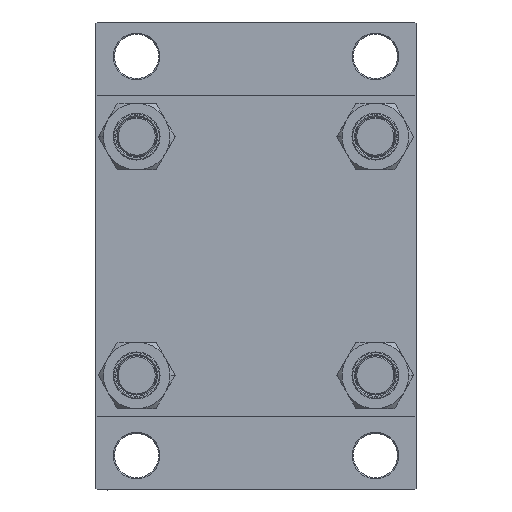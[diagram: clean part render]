
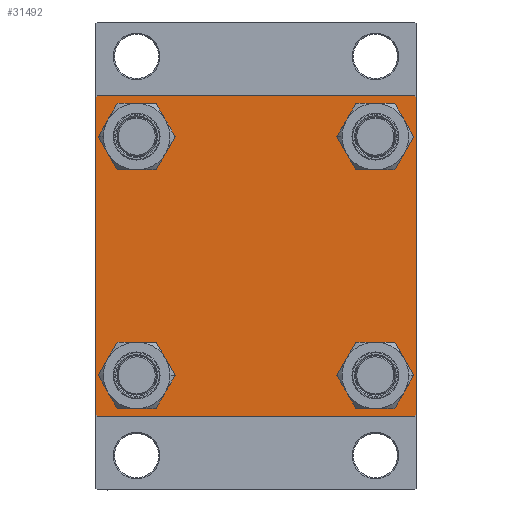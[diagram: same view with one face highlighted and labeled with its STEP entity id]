
A CAD part, left-side view. The second image highlights one B-rep face of the part: STEP entity #31492.
In plain terms, the highlighted planar face has unit normal (-1, 0, 0).
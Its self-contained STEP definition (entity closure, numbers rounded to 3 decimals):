
#1447 = CARTESIAN_POINT ( 'NONE',  ( 0., 48.45, 48.45 ) ) ;
#1689 = CARTESIAN_POINT ( 'NONE',  ( 0., 48.45, 39.95 ) ) ;
#1920 = ORIENTED_EDGE ( 'NONE', *, *, #33984, .T. ) ;
#2056 = DIRECTION ( 'NONE',  ( 1., 0., 0. ) ) ;
#2181 = DIRECTION ( 'NONE',  ( 1., 0., 0. ) ) ;
#2481 = AXIS2_PLACEMENT_3D ( 'NONE', #1447, #2181, #46120 ) ;
#2486 = AXIS2_PLACEMENT_3D ( 'NONE', #8415, #20401, #24258 ) ;
#2621 = VERTEX_POINT ( 'NONE', #13274 ) ;
#3678 = DIRECTION ( 'NONE',  ( 0., -0.707, 0.707 ) ) ;
#4030 = CIRCLE ( 'NONE', #40236, 8.5 ) ;
#4175 = CARTESIAN_POINT ( 'NONE',  ( 0., -48.45, -56.95 ) ) ;
#5022 = LINE ( 'NONE', #19744, #32273 ) ;
#5082 = CARTESIAN_POINT ( 'NONE',  ( 0., 65., -64.5 ) ) ;
#5578 = VERTEX_POINT ( 'NONE', #38231 ) ;
#5884 = EDGE_LOOP ( 'NONE', ( #1920, #20737 ) ) ;
#6280 = EDGE_CURVE ( 'NONE', #2621, #32803, #38671, .T. ) ;
#6383 = CARTESIAN_POINT ( 'NONE',  ( 0., 48.45, -48.45 ) ) ;
#6751 = DIRECTION ( 'NONE',  ( 0., 0., 1. ) ) ;
#7808 = DIRECTION ( 'NONE',  ( 1., 0., 0. ) ) ;
#8415 = CARTESIAN_POINT ( 'NONE',  ( 0., -48.45, 48.45 ) ) ;
#9124 = EDGE_LOOP ( 'NONE', ( #26161, #41494 ) ) ;
#9464 = CIRCLE ( 'NONE', #38715, 8.5 ) ;
#10023 = DIRECTION ( 'NONE',  ( 0., 0., 1. ) ) ;
#10159 = VERTEX_POINT ( 'NONE', #5082 ) ;
#10161 = EDGE_CURVE ( 'NONE', #36286, #11306, #21833, .T. ) ;
#10246 = CIRCLE ( 'NONE', #31809, 8.5 ) ;
#11306 = VERTEX_POINT ( 'NONE', #1689 ) ;
#11432 = CIRCLE ( 'NONE', #43039, 8.5 ) ;
#11533 = EDGE_LOOP ( 'NONE', ( #43496, #35983, #22655, #23239, #33146, #15322, #19793, #28213 ) ) ;
#11738 = DIRECTION ( 'NONE',  ( 1., 0., 0. ) ) ;
#12275 = VERTEX_POINT ( 'NONE', #23908 ) ;
#12721 = CIRCLE ( 'NONE', #16579, 8.5 ) ;
#12768 = EDGE_CURVE ( 'NONE', #41786, #10159, #42079, .T. ) ;
#12907 = VERTEX_POINT ( 'NONE', #22245 ) ;
#13045 = FACE_BOUND ( 'NONE', #23923, .T. ) ;
#13274 = CARTESIAN_POINT ( 'NONE',  ( 0., -48.45, 39.95 ) ) ;
#13276 = DIRECTION ( 'NONE',  ( 0., 0., 1. ) ) ;
#13852 = EDGE_CURVE ( 'NONE', #46810, #43041, #23193, .T. ) ;
#14201 = VECTOR ( 'NONE', #19594, 1000. ) ;
#14342 = DIRECTION ( 'NONE',  ( 0., 0., 1. ) ) ;
#14664 = CARTESIAN_POINT ( 'NONE',  ( 0., -64.5, -65. ) ) ;
#14854 = CARTESIAN_POINT ( 'NONE',  ( 0., 64.5, 65. ) ) ;
#15198 = VERTEX_POINT ( 'NONE', #27251 ) ;
#15322 = ORIENTED_EDGE ( 'NONE', *, *, #29923, .T. ) ;
#15987 = EDGE_CURVE ( 'NONE', #29672, #37799, #12721, .T. ) ;
#16141 = DIRECTION ( 'NONE',  ( 0., -0.707, -0.707 ) ) ;
#16252 = DIRECTION ( 'NONE',  ( 0., 0., -1. ) ) ;
#16264 = CARTESIAN_POINT ( 'NONE',  ( 0., 65., 65. ) ) ;
#16579 = AXIS2_PLACEMENT_3D ( 'NONE', #27756, #47063, #6751 ) ;
#17303 = LINE ( 'NONE', #32004, #21296 ) ;
#19594 = DIRECTION ( 'NONE',  ( 0., -1., 0. ) ) ;
#19744 = CARTESIAN_POINT ( 'NONE',  ( 0., 64.75, -64.75 ) ) ;
#19793 = ORIENTED_EDGE ( 'NONE', *, *, #19938, .F. ) ;
#19938 = EDGE_CURVE ( 'NONE', #22607, #12275, #36205, .T. ) ;
#20264 = AXIS2_PLACEMENT_3D ( 'NONE', #35687, #32079, #13276 ) ;
#20401 = DIRECTION ( 'NONE',  ( 1., 0., 0. ) ) ;
#20522 = LINE ( 'NONE', #34985, #41025 ) ;
#20737 = ORIENTED_EDGE ( 'NONE', *, *, #15987, .T. ) ;
#20880 = CARTESIAN_POINT ( 'NONE',  ( 0., -48.45, -48.45 ) ) ;
#20971 = FACE_OUTER_BOUND ( 'NONE', #11533, .T. ) ;
#21296 = VECTOR ( 'NONE', #46738, 1000. ) ;
#21551 = CARTESIAN_POINT ( 'NONE',  ( 0., -64.75, -64.75 ) ) ;
#21795 = DIRECTION ( 'NONE',  ( 1., 0., 0. ) ) ;
#21833 = CIRCLE ( 'NONE', #2481, 8.5 ) ;
#22245 = CARTESIAN_POINT ( 'NONE',  ( 0., -65., 64.5 ) ) ;
#22607 = VERTEX_POINT ( 'NONE', #14854 ) ;
#22655 = ORIENTED_EDGE ( 'NONE', *, *, #13852, .T. ) ;
#22721 = CIRCLE ( 'NONE', #29656, 8.5 ) ;
#23193 = LINE ( 'NONE', #37905, #14201 ) ;
#23239 = ORIENTED_EDGE ( 'NONE', *, *, #44188, .T. ) ;
#23414 = EDGE_LOOP ( 'NONE', ( #33118, #27254 ) ) ;
#23908 = CARTESIAN_POINT ( 'NONE',  ( 0., -64.5, 65. ) ) ;
#23923 = EDGE_LOOP ( 'NONE', ( #40769, #43733 ) ) ;
#24115 = PLANE ( 'NONE',  #20264 ) ;
#24173 = DIRECTION ( 'NONE',  ( 0., -1., 0. ) ) ;
#24258 = DIRECTION ( 'NONE',  ( 0., 0., 1. ) ) ;
#24569 = EDGE_CURVE ( 'NONE', #12907, #45661, #34323, .T. ) ;
#24918 = DIRECTION ( 'NONE',  ( 0., 0., 1. ) ) ;
#25165 = LINE ( 'NONE', #21551, #41369 ) ;
#26161 = ORIENTED_EDGE ( 'NONE', *, *, #10161, .T. ) ;
#27227 = CARTESIAN_POINT ( 'NONE',  ( 0., 48.45, 56.95 ) ) ;
#27251 = CARTESIAN_POINT ( 'NONE',  ( 0., 48.45, -39.95 ) ) ;
#27254 = ORIENTED_EDGE ( 'NONE', *, *, #6280, .T. ) ;
#27744 = FACE_BOUND ( 'NONE', #9124, .T. ) ;
#27756 = CARTESIAN_POINT ( 'NONE',  ( 0., -48.45, -48.45 ) ) ;
#27801 = CARTESIAN_POINT ( 'NONE',  ( 0., 65., 65. ) ) ;
#28213 = ORIENTED_EDGE ( 'NONE', *, *, #43841, .T. ) ;
#28228 = FACE_BOUND ( 'NONE', #23414, .T. ) ;
#28230 = EDGE_CURVE ( 'NONE', #5578, #15198, #11432, .T. ) ;
#28246 = CARTESIAN_POINT ( 'NONE',  ( 0., 64.5, -65. ) ) ;
#28545 = DIRECTION ( 'NONE',  ( 1., 0., 0. ) ) ;
#29463 = EDGE_CURVE ( 'NONE', #10159, #46810, #5022, .T. ) ;
#29656 = AXIS2_PLACEMENT_3D ( 'NONE', #32163, #28545, #24918 ) ;
#29671 = EDGE_CURVE ( 'NONE', #32803, #2621, #9464, .T. ) ;
#29672 = VERTEX_POINT ( 'NONE', #4175 ) ;
#29923 = EDGE_CURVE ( 'NONE', #12907, #12275, #20522, .T. ) ;
#30495 = EDGE_CURVE ( 'NONE', #15198, #5578, #4030, .T. ) ;
#30724 = CARTESIAN_POINT ( 'NONE',  ( 0., -65., 65. ) ) ;
#31363 = FACE_BOUND ( 'NONE', #5884, .T. ) ;
#31467 = DIRECTION ( 'NONE',  ( 0., 0., -1. ) ) ;
#31492 = ADVANCED_FACE ( 'NONE', ( #28228, #31363, #13045, #27744, #20971 ), #24115, .T. ) ;
#31809 = AXIS2_PLACEMENT_3D ( 'NONE', #20880, #2056, #10023 ) ;
#32004 = CARTESIAN_POINT ( 'NONE',  ( 0., 64.75, 64.75 ) ) ;
#32079 = DIRECTION ( 'NONE',  ( -1., 0., 0. ) ) ;
#32163 = CARTESIAN_POINT ( 'NONE',  ( 0., 48.45, 48.45 ) ) ;
#32273 = VECTOR ( 'NONE', #16141, 1000. ) ;
#32723 = CARTESIAN_POINT ( 'NONE',  ( 0., -48.45, 56.95 ) ) ;
#32803 = VERTEX_POINT ( 'NONE', #32723 ) ;
#33118 = ORIENTED_EDGE ( 'NONE', *, *, #29671, .T. ) ;
#33146 = ORIENTED_EDGE ( 'NONE', *, *, #24569, .F. ) ;
#33984 = EDGE_CURVE ( 'NONE', #37799, #29672, #10246, .T. ) ;
#34323 = LINE ( 'NONE', #30724, #44464 ) ;
#34911 = VECTOR ( 'NONE', #31467, 1000. ) ;
#34985 = CARTESIAN_POINT ( 'NONE',  ( 0., -64.75, 64.75 ) ) ;
#35687 = CARTESIAN_POINT ( 'NONE',  ( 0., 0., 0. ) ) ;
#35983 = ORIENTED_EDGE ( 'NONE', *, *, #29463, .T. ) ;
#36205 = LINE ( 'NONE', #27801, #42129 ) ;
#36286 = VERTEX_POINT ( 'NONE', #27227 ) ;
#37799 = VERTEX_POINT ( 'NONE', #47010 ) ;
#37905 = CARTESIAN_POINT ( 'NONE',  ( 0., 65., -65. ) ) ;
#38231 = CARTESIAN_POINT ( 'NONE',  ( 0., 48.45, -56.95 ) ) ;
#38671 = CIRCLE ( 'NONE', #2486, 8.5 ) ;
#38715 = AXIS2_PLACEMENT_3D ( 'NONE', #40854, #7808, #44973 ) ;
#39425 = EDGE_CURVE ( 'NONE', #11306, #36286, #22721, .T. ) ;
#40219 = DIRECTION ( 'NONE',  ( 0., 0., 1. ) ) ;
#40236 = AXIS2_PLACEMENT_3D ( 'NONE', #43864, #11738, #40219 ) ;
#40769 = ORIENTED_EDGE ( 'NONE', *, *, #30495, .T. ) ;
#40854 = CARTESIAN_POINT ( 'NONE',  ( 0., -48.45, 48.45 ) ) ;
#41025 = VECTOR ( 'NONE', #45884, 1000. ) ;
#41369 = VECTOR ( 'NONE', #3678, 1000. ) ;
#41494 = ORIENTED_EDGE ( 'NONE', *, *, #39425, .T. ) ;
#41786 = VERTEX_POINT ( 'NONE', #46050 ) ;
#42079 = LINE ( 'NONE', #16264, #34911 ) ;
#42129 = VECTOR ( 'NONE', #24173, 1000. ) ;
#43039 = AXIS2_PLACEMENT_3D ( 'NONE', #6383, #21795, #14342 ) ;
#43041 = VERTEX_POINT ( 'NONE', #14664 ) ;
#43496 = ORIENTED_EDGE ( 'NONE', *, *, #12768, .T. ) ;
#43733 = ORIENTED_EDGE ( 'NONE', *, *, #28230, .T. ) ;
#43841 = EDGE_CURVE ( 'NONE', #22607, #41786, #17303, .T. ) ;
#43864 = CARTESIAN_POINT ( 'NONE',  ( 0., 48.45, -48.45 ) ) ;
#44188 = EDGE_CURVE ( 'NONE', #43041, #45661, #25165, .T. ) ;
#44429 = CARTESIAN_POINT ( 'NONE',  ( 0., -65., -64.5 ) ) ;
#44464 = VECTOR ( 'NONE', #16252, 1000. ) ;
#44973 = DIRECTION ( 'NONE',  ( 0., 0., 1. ) ) ;
#45661 = VERTEX_POINT ( 'NONE', #44429 ) ;
#45884 = DIRECTION ( 'NONE',  ( 0., 0.707, 0.707 ) ) ;
#46050 = CARTESIAN_POINT ( 'NONE',  ( 0., 65., 64.5 ) ) ;
#46120 = DIRECTION ( 'NONE',  ( 0., 0., 1. ) ) ;
#46738 = DIRECTION ( 'NONE',  ( 0., 0.707, -0.707 ) ) ;
#46810 = VERTEX_POINT ( 'NONE', #28246 ) ;
#47010 = CARTESIAN_POINT ( 'NONE',  ( 0., -48.45, -39.95 ) ) ;
#47063 = DIRECTION ( 'NONE',  ( 1., 0., 0. ) ) ;
